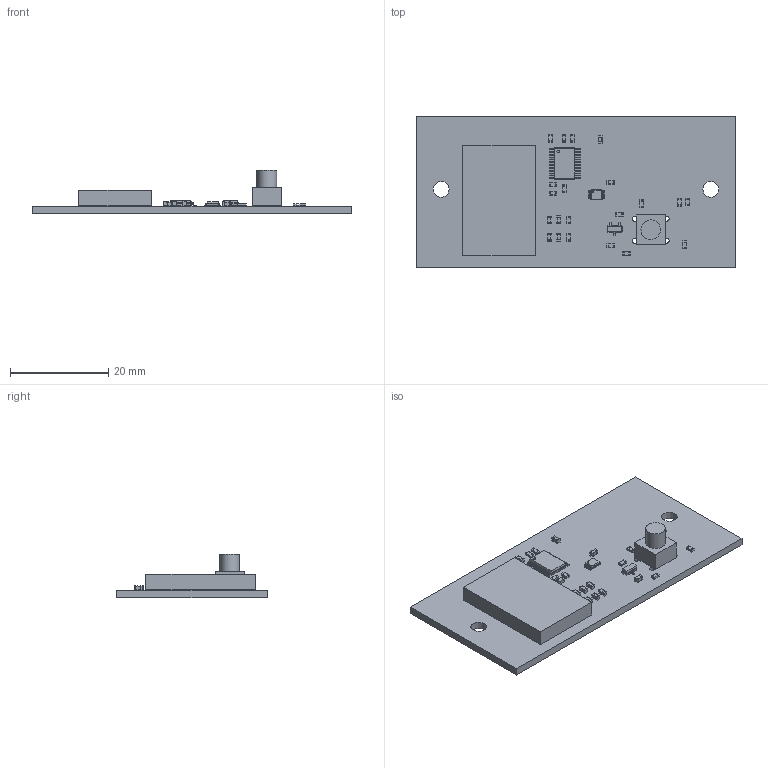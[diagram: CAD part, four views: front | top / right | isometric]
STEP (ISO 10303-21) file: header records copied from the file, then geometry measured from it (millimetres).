
FILE_DESCRIPTION(('KiCad electronic assembly'),'2;1');
FILE_NAME('radio.step','2024-05-05T18:43:54',('Pcbnew'),('Kicad'), 'Open CASCADE STEP processor 7.6','KiCad to STEP converter','Unknown' );
FILE_SCHEMA(('AUTOMOTIVE_DESIGN { 1 0 10303 214 1 1 1 1 }'));
Length unit declared in the file: millimetre
Products named in the file (18): radio 1; cube_1x1x1mm; SOLID; VSSOP-8_2.3x2mm_P0.5mm; C_0603_1608Metric; R_0603_1608Metric; SOT-23; cylinder_D1xH1mm; TSSOP-20_4.4x6.5mm_P0.65mm; PCB
Assembly tree (36 placements, depth 3):
  radio 1
    cube_1x1x1mm
      SOLID
    VSSOP-8_2.3x2mm_P0.5mm
      SOLID
    C_0603_1608Metric  x11
      SOLID
    R_0603_1608Metric  x10
      SOLID
    SOT-23
      SOLID
    cube_1x1x1mm
      SOLID
    cylinder_D1xH1mm
      SOLID
    TSSOP-20_4.4x6.5mm_P0.65mm
      SOLID
    PCB
Bounding box: 65 x 30.8 x 8.93 mm (x, y, z)
Volume: 4417.7 mm3; surface area: 5755.4 mm2
Topology: 28 solids, 28 shells, 1202 faces, 3124 edges, 2002 vertices
Faces by surface type: plane 701, cylinder 383, bspline 118
Full cylindrical faces by diameter (mm): 0.25 x1, 0.3 x39, 0.5 x1, 1 x4, 3.2 x2
Entity records: 49808 total; most frequent: CARTESIAN_POINT 9823, DIRECTION 6338, LINE 4213, VECTOR 4213, ORIENTED_EDGE 3584, PCURVE 3584, DEFINITIONAL_REPRESENTATION 3584, EDGE_CURVE 1792
